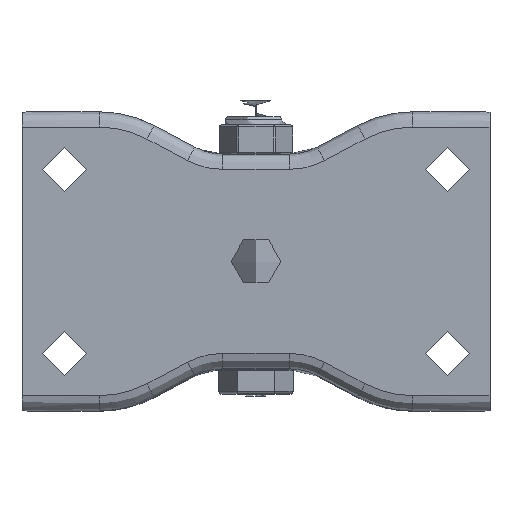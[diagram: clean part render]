
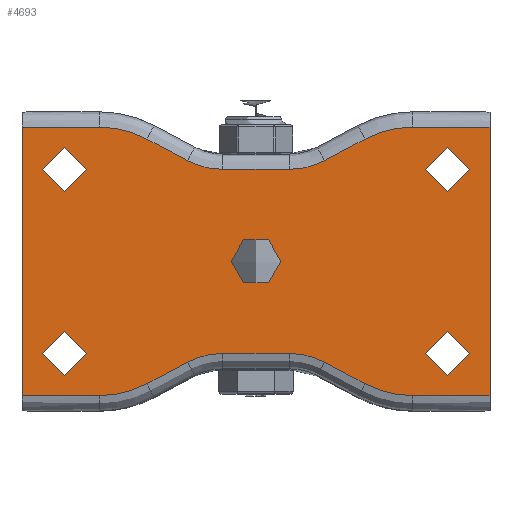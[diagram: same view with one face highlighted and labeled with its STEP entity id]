
A CAD part, top view. The second image highlights one B-rep face of the part: STEP entity #4693.
In plain terms, the highlighted planar face has unit normal (0, 0, 1).
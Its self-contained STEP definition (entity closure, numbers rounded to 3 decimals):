
#472=FACE_BOUND('',#1031,.T.);
#473=FACE_BOUND('',#1032,.T.);
#474=FACE_BOUND('',#1033,.T.);
#475=FACE_BOUND('',#1034,.T.);
#476=FACE_BOUND('',#1035,.T.);
#514=CIRCLE('',#5039,5.75);
#516=CIRCLE('',#5042,5.75);
#525=CIRCLE('',#5080,26.5);
#528=CIRCLE('',#5085,19.5);
#531=CIRCLE('',#5090,19.5);
#534=CIRCLE('',#5095,26.5);
#537=CIRCLE('',#5100,6.5);
#542=CIRCLE('',#5108,5.75);
#544=CIRCLE('',#5111,5.75);
#551=CIRCLE('',#5131,26.5);
#552=CIRCLE('',#5132,19.5);
#553=CIRCLE('',#5133,19.5);
#554=CIRCLE('',#5134,26.5);
#555=CIRCLE('',#5135,6.5);
#734=FACE_OUTER_BOUND('',#1030,.T.);
#1030=EDGE_LOOP('',(#3365,#3366,#3367,#3368,#3369,#3370,#3371,#3372,#3373,
#3374,#3375,#3376,#3377,#3378,#3379,#3380,#3381,#3382,#3383,#3384));
#1031=EDGE_LOOP('',(#3385,#3386));
#1032=EDGE_LOOP('',(#3387));
#1033=EDGE_LOOP('',(#3388));
#1034=EDGE_LOOP('',(#3389));
#1035=EDGE_LOOP('',(#3390));
#1361=LINE('',#7009,#1699);
#1362=LINE('',#7017,#1700);
#1363=LINE('',#7025,#1701);
#1364=LINE('',#7033,#1702);
#1365=LINE('',#7042,#1703);
#1377=LINE('',#7090,#1715);
#1393=LINE('',#7163,#1731);
#1394=LINE('',#7165,#1732);
#1395=LINE('',#7169,#1733);
#1396=LINE('',#7173,#1734);
#1397=LINE('',#7177,#1735);
#1398=LINE('',#7180,#1736);
#1699=VECTOR('',#5670,10.);
#1700=VECTOR('',#5681,10.);
#1701=VECTOR('',#5692,10.);
#1702=VECTOR('',#5703,10.);
#1703=VECTOR('',#5716,10.);
#1715=VECTOR('',#5762,1.);
#1731=VECTOR('',#5808,1.);
#1732=VECTOR('',#5809,10.);
#1733=VECTOR('',#5812,10.);
#1734=VECTOR('',#5815,10.);
#1735=VECTOR('',#5818,10.);
#1736=VECTOR('',#5821,10.);
#2007=VERTEX_POINT('',#6872);
#2009=VERTEX_POINT('',#6878);
#2039=VERTEX_POINT('',#7006);
#2040=VERTEX_POINT('',#7008);
#2041=VERTEX_POINT('',#7012);
#2042=VERTEX_POINT('',#7016);
#2043=VERTEX_POINT('',#7020);
#2044=VERTEX_POINT('',#7024);
#2045=VERTEX_POINT('',#7028);
#2046=VERTEX_POINT('',#7032);
#2047=VERTEX_POINT('',#7036);
#2048=VERTEX_POINT('',#7040);
#2050=VERTEX_POINT('',#7045);
#2051=VERTEX_POINT('',#7047);
#2062=VERTEX_POINT('',#7073);
#2064=VERTEX_POINT('',#7079);
#2067=VERTEX_POINT('',#7089);
#2085=VERTEX_POINT('',#7162);
#2086=VERTEX_POINT('',#7164);
#2087=VERTEX_POINT('',#7166);
#2088=VERTEX_POINT('',#7168);
#2089=VERTEX_POINT('',#7170);
#2090=VERTEX_POINT('',#7172);
#2091=VERTEX_POINT('',#7174);
#2092=VERTEX_POINT('',#7176);
#2093=VERTEX_POINT('',#7178);
#2451=EDGE_CURVE('',#2007,#2007,#514,.T.);
#2454=EDGE_CURVE('',#2009,#2009,#516,.T.);
#2505=EDGE_CURVE('',#2040,#2039,#1361,.T.);
#2507=EDGE_CURVE('',#2041,#2040,#525,.T.);
#2509=EDGE_CURVE('',#2042,#2041,#1362,.T.);
#2511=EDGE_CURVE('',#2043,#2042,#528,.T.);
#2513=EDGE_CURVE('',#2044,#2043,#1363,.T.);
#2515=EDGE_CURVE('',#2045,#2044,#531,.T.);
#2517=EDGE_CURVE('',#2046,#2045,#1364,.T.);
#2519=EDGE_CURVE('',#2047,#2046,#534,.T.);
#2522=EDGE_CURVE('',#2048,#2047,#1365,.T.);
#2524=EDGE_CURVE('',#2050,#2051,#537,.T.);
#2537=EDGE_CURVE('',#2062,#2062,#542,.T.);
#2540=EDGE_CURVE('',#2064,#2064,#544,.T.);
#2544=EDGE_CURVE('',#2067,#2048,#1377,.T.);
#2571=EDGE_CURVE('',#2039,#2085,#1393,.T.);
#2572=EDGE_CURVE('',#2086,#2085,#1394,.T.);
#2573=EDGE_CURVE('',#2087,#2086,#551,.T.);
#2574=EDGE_CURVE('',#2088,#2087,#1395,.T.);
#2575=EDGE_CURVE('',#2089,#2088,#552,.T.);
#2576=EDGE_CURVE('',#2090,#2089,#1396,.T.);
#2577=EDGE_CURVE('',#2091,#2090,#553,.T.);
#2578=EDGE_CURVE('',#2092,#2091,#1397,.T.);
#2579=EDGE_CURVE('',#2093,#2092,#554,.T.);
#2580=EDGE_CURVE('',#2067,#2093,#1398,.T.);
#2581=EDGE_CURVE('',#2050,#2051,#555,.T.);
#3365=ORIENTED_EDGE('',*,*,#2544,.T.);
#3366=ORIENTED_EDGE('',*,*,#2522,.T.);
#3367=ORIENTED_EDGE('',*,*,#2519,.T.);
#3368=ORIENTED_EDGE('',*,*,#2517,.T.);
#3369=ORIENTED_EDGE('',*,*,#2515,.T.);
#3370=ORIENTED_EDGE('',*,*,#2513,.T.);
#3371=ORIENTED_EDGE('',*,*,#2511,.T.);
#3372=ORIENTED_EDGE('',*,*,#2509,.T.);
#3373=ORIENTED_EDGE('',*,*,#2507,.T.);
#3374=ORIENTED_EDGE('',*,*,#2505,.T.);
#3375=ORIENTED_EDGE('',*,*,#2571,.T.);
#3376=ORIENTED_EDGE('',*,*,#2572,.F.);
#3377=ORIENTED_EDGE('',*,*,#2573,.F.);
#3378=ORIENTED_EDGE('',*,*,#2574,.F.);
#3379=ORIENTED_EDGE('',*,*,#2575,.F.);
#3380=ORIENTED_EDGE('',*,*,#2576,.F.);
#3381=ORIENTED_EDGE('',*,*,#2577,.F.);
#3382=ORIENTED_EDGE('',*,*,#2578,.F.);
#3383=ORIENTED_EDGE('',*,*,#2579,.F.);
#3384=ORIENTED_EDGE('',*,*,#2580,.F.);
#3385=ORIENTED_EDGE('',*,*,#2581,.T.);
#3386=ORIENTED_EDGE('',*,*,#2524,.F.);
#3387=ORIENTED_EDGE('',*,*,#2454,.F.);
#3388=ORIENTED_EDGE('',*,*,#2451,.F.);
#3389=ORIENTED_EDGE('',*,*,#2537,.T.);
#3390=ORIENTED_EDGE('',*,*,#2540,.T.);
#4558=PLANE('',#5130);
#4693=ADVANCED_FACE('',(#734,#472,#473,#474,#475,#476),#4558,.F.);
#5039=AXIS2_PLACEMENT_3D('',#6874,#5561,#5562);
#5042=AXIS2_PLACEMENT_3D('',#6880,#5568,#5569);
#5080=AXIS2_PLACEMENT_3D('',#7013,#5675,#5676);
#5085=AXIS2_PLACEMENT_3D('',#7021,#5686,#5687);
#5090=AXIS2_PLACEMENT_3D('',#7029,#5697,#5698);
#5095=AXIS2_PLACEMENT_3D('',#7037,#5708,#5709);
#5100=AXIS2_PLACEMENT_3D('',#7048,#5720,#5721);
#5108=AXIS2_PLACEMENT_3D('',#7075,#5744,#5745);
#5111=AXIS2_PLACEMENT_3D('',#7081,#5751,#5752);
#5130=AXIS2_PLACEMENT_3D('',#7161,#5806,#5807);
#5131=AXIS2_PLACEMENT_3D('',#7167,#5810,#5811);
#5132=AXIS2_PLACEMENT_3D('',#7171,#5813,#5814);
#5133=AXIS2_PLACEMENT_3D('',#7175,#5816,#5817);
#5134=AXIS2_PLACEMENT_3D('',#7179,#5819,#5820);
#5135=AXIS2_PLACEMENT_3D('',#7181,#5822,#5823);
#5561=DIRECTION('center_axis',(0.,0.,1.));
#5562=DIRECTION('ref_axis',(1.,0.,0.));
#5568=DIRECTION('center_axis',(0.,0.,1.));
#5569=DIRECTION('ref_axis',(1.,0.,0.));
#5670=DIRECTION('',(-1.,0.,0.));
#5675=DIRECTION('center_axis',(0.,0.,1.));
#5676=DIRECTION('ref_axis',(0.242,0.97,0.));
#5681=DIRECTION('',(-0.883,0.469,0.));
#5686=DIRECTION('center_axis',(0.,0.,-1.));
#5687=DIRECTION('ref_axis',(-0.242,-0.97,0.));
#5692=DIRECTION('',(-1.,0.,0.));
#5697=DIRECTION('center_axis',(0.,0.,-1.));
#5698=DIRECTION('ref_axis',(0.242,-0.97,0.));
#5703=DIRECTION('',(-0.883,-0.469,0.));
#5708=DIRECTION('center_axis',(0.,0.,1.));
#5709=DIRECTION('ref_axis',(-0.242,0.97,0.));
#5716=DIRECTION('',(-1.,0.,0.));
#5720=DIRECTION('center_axis',(0.,0.,1.));
#5721=DIRECTION('ref_axis',(-1.,0.,0.));
#5744=DIRECTION('center_axis',(0.,0.,-1.));
#5745=DIRECTION('ref_axis',(1.,0.,0.));
#5751=DIRECTION('center_axis',(0.,0.,-1.));
#5752=DIRECTION('ref_axis',(1.,0.,0.));
#5762=DIRECTION('',(0.,1.,0.));
#5806=DIRECTION('center_axis',(0.,0.,-1.));
#5807=DIRECTION('ref_axis',(0.,-1.,0.));
#5808=DIRECTION('',(0.,-1.,0.));
#5809=DIRECTION('',(-1.,0.,0.));
#5810=DIRECTION('center_axis',(0.,0.,-1.));
#5811=DIRECTION('ref_axis',(0.242,-0.97,0.));
#5812=DIRECTION('',(-0.883,-0.469,0.));
#5813=DIRECTION('center_axis',(0.,0.,1.));
#5814=DIRECTION('ref_axis',(-0.242,0.97,0.));
#5815=DIRECTION('',(-1.,0.,0.));
#5816=DIRECTION('center_axis',(0.,0.,1.));
#5817=DIRECTION('ref_axis',(0.242,0.97,0.));
#5818=DIRECTION('',(-0.883,0.469,0.));
#5819=DIRECTION('center_axis',(0.,0.,-1.));
#5820=DIRECTION('ref_axis',(-0.242,-0.97,0.));
#5821=DIRECTION('',(-1.,0.,0.));
#5822=DIRECTION('center_axis',(0.,0.,-1.));
#5823=DIRECTION('ref_axis',(-1.,0.,0.));
#6872=CARTESIAN_POINT('',(536.794,-26.195,0.));
#6874=CARTESIAN_POINT('Origin',(531.044,-26.195,0.));
#6878=CARTESIAN_POINT('',(436.794,-26.195,0.));
#6880=CARTESIAN_POINT('Origin',(431.044,-26.195,0.));
#7006=CARTESIAN_POINT('',(420.044,-15.195,0.));
#7008=CARTESIAN_POINT('',(440.167,-15.195,0.));
#7009=CARTESIAN_POINT('',(440.167,-15.195,0.));
#7012=CARTESIAN_POINT('',(452.608,-18.297,0.));
#7013=CARTESIAN_POINT('Origin',(440.167,-41.695,0.));
#7016=CARTESIAN_POINT('',(463.169,-23.913,0.));
#7017=CARTESIAN_POINT('',(456.243,-20.23,0.));
#7020=CARTESIAN_POINT('',(472.324,-26.195,0.));
#7021=CARTESIAN_POINT('Origin',(472.324,-6.695,0.));
#7024=CARTESIAN_POINT('',(489.763,-26.195,0.));
#7025=CARTESIAN_POINT('',(460.605,-26.195,0.));
#7028=CARTESIAN_POINT('',(498.918,-23.913,0.));
#7029=CARTESIAN_POINT('Origin',(489.763,-6.695,0.));
#7032=CARTESIAN_POINT('',(509.479,-18.297,0.));
#7033=CARTESIAN_POINT('',(477.612,-35.241,0.));
#7036=CARTESIAN_POINT('',(521.92,-15.195,0.));
#7037=CARTESIAN_POINT('Origin',(521.92,-41.695,0.));
#7040=CARTESIAN_POINT('',(542.044,-15.195,0.));
#7042=CARTESIAN_POINT('',(440.167,-15.195,0.));
#7045=CARTESIAN_POINT('',(487.544,-50.195,0.));
#7047=CARTESIAN_POINT('',(474.544,-50.195,0.));
#7048=CARTESIAN_POINT('Origin',(481.044,-50.195,0.));
#7073=CARTESIAN_POINT('',(536.794,-74.195,0.));
#7075=CARTESIAN_POINT('Origin',(531.044,-74.195,0.));
#7079=CARTESIAN_POINT('',(436.794,-74.195,0.));
#7081=CARTESIAN_POINT('Origin',(431.044,-74.195,0.));
#7089=CARTESIAN_POINT('',(542.044,-85.195,0.));
#7090=CARTESIAN_POINT('',(542.044,-85.695,0.));
#7161=CARTESIAN_POINT('Origin',(440.167,-58.695,0.));
#7162=CARTESIAN_POINT('',(420.044,-85.195,0.));
#7163=CARTESIAN_POINT('',(420.044,-50.195,0.));
#7164=CARTESIAN_POINT('',(440.167,-85.195,0.));
#7165=CARTESIAN_POINT('',(440.167,-85.195,0.));
#7166=CARTESIAN_POINT('',(452.608,-82.093,0.));
#7167=CARTESIAN_POINT('Origin',(440.167,-58.695,0.));
#7168=CARTESIAN_POINT('',(463.169,-76.478,0.));
#7169=CARTESIAN_POINT('',(456.243,-80.16,0.));
#7170=CARTESIAN_POINT('',(472.324,-74.195,0.));
#7171=CARTESIAN_POINT('Origin',(472.324,-93.695,0.));
#7172=CARTESIAN_POINT('',(489.763,-74.195,0.));
#7173=CARTESIAN_POINT('',(460.605,-74.195,0.));
#7174=CARTESIAN_POINT('',(498.918,-76.478,0.));
#7175=CARTESIAN_POINT('Origin',(489.763,-93.695,0.));
#7176=CARTESIAN_POINT('',(509.479,-82.093,0.));
#7177=CARTESIAN_POINT('',(477.612,-65.149,0.));
#7178=CARTESIAN_POINT('',(521.92,-85.195,0.));
#7179=CARTESIAN_POINT('Origin',(521.92,-58.695,0.));
#7180=CARTESIAN_POINT('',(440.167,-85.195,0.));
#7181=CARTESIAN_POINT('Origin',(481.044,-50.195,0.));
